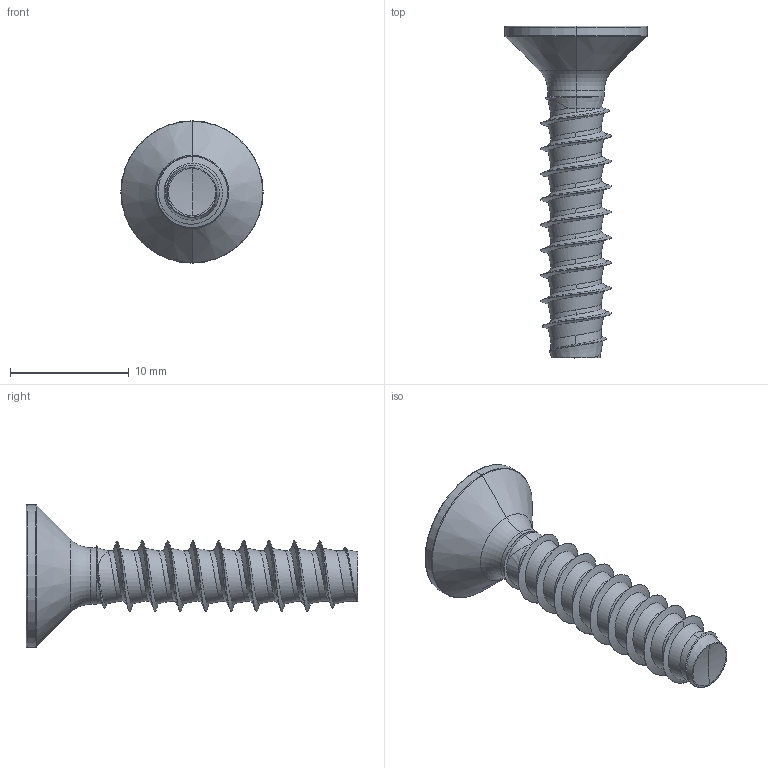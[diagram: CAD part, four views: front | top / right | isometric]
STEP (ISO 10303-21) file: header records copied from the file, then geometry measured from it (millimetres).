
FILE_DESCRIPTION (( 'STEP AP203' ), '1' );
FILE_NAME ('STP410600280.STEP', '2020-09-04T15:34:41', ( '' ), ( '' ), 'SwSTEP 2.0', 'SolidWorks 2015', '' );
FILE_SCHEMA (( 'CONFIG_CONTROL_DESIGN' ));
Length unit declared in the file: millimetre
Products named in the file (2): STP410600280
Bounding box: 12 x 28 x 12 mm (x, y, z)
Volume: 657.6 mm3; surface area: 835 mm2
Topology: 1 solids, 1 shells, 103 faces, 256 edges, 155 vertices
Faces by surface type: cylinder 45, bspline 35, cone 13, torus 6, sphere 2, plane 2
Entity records: 22704 total; most frequent: CARTESIAN_POINT 20493, ORIENTED_EDGE 508, DIRECTION 322, EDGE_CURVE 254, VERTEX_POINT 155, AXIS2_PLACEMENT_3D 130, B_SPLINE_CURVE_WITH_KNOTS 112, EDGE_LOOP 105
